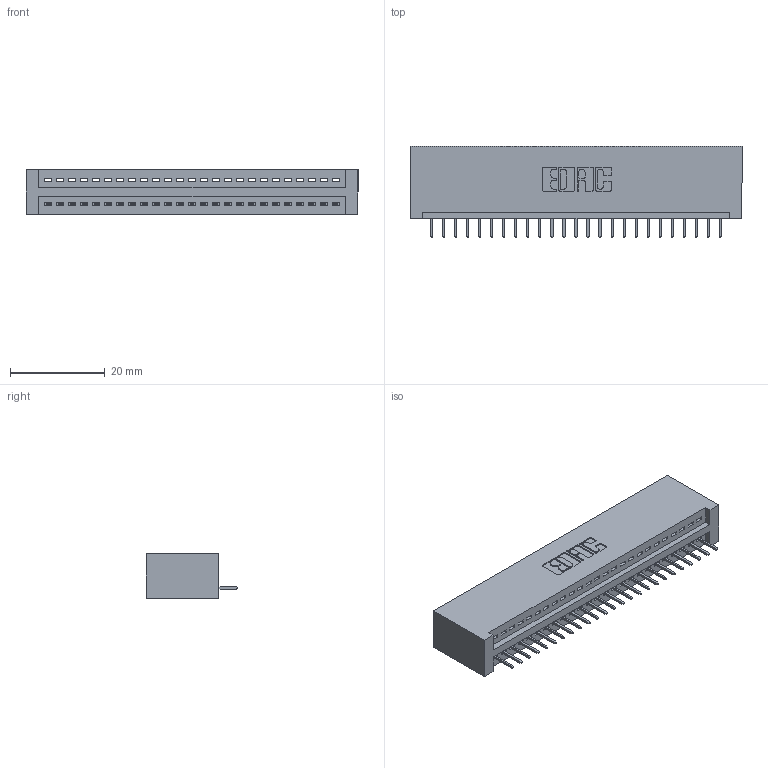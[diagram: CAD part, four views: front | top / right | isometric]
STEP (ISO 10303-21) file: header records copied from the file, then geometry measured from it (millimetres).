
FILE_DESCRIPTION (( 'STEP AP203' ), '1' );
FILE_NAME ('345-025-524-101.STEP', '2019-10-05T06:34:40', ( '' ), ( '' ), 'SwSTEP 2.0', 'SolidWorks 2016', '' );
FILE_SCHEMA (( 'CONFIG_CONTROL_DESIGN' ));
Length unit declared in the file: inch
Products named in the file (3): 345-292-001_345-293-124; 345 Part_No Mounting Lugs; 345-025-524-101
Assembly tree (26 placements, depth 2):
  345-025-524-101
    345 Part_No Mounting Lugs
    345-292-001_345-293-124  x25
Bounding box: 70.1 x 19.35 x 9.4 mm (x, y, z)
Volume: 7004.9 mm3; surface area: 8952.2 mm2
Topology: 26 solids, 26 shells, 1668 faces, 4817 edges, 3110 vertices
Faces by surface type: plane 1226, cylinder 442
Entity records: 20901 total; most frequent: CARTESIAN_POINT 3627, ORIENTED_EDGE 3586, DIRECTION 3187, EDGE_CURVE 1793, VECTOR 1573, LINE 1573, VERTEX_POINT 1190, AXIS2_PLACEMENT_3D 807
